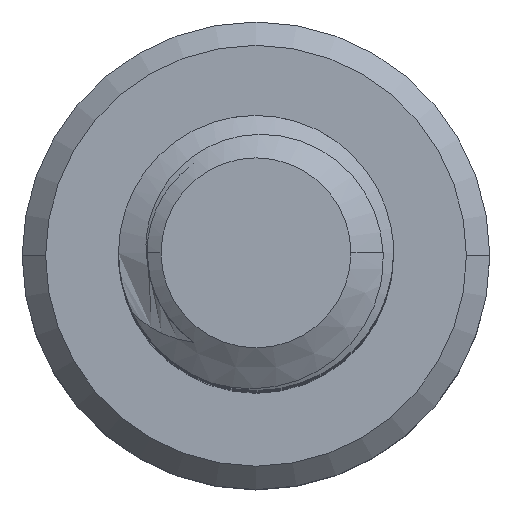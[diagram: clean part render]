
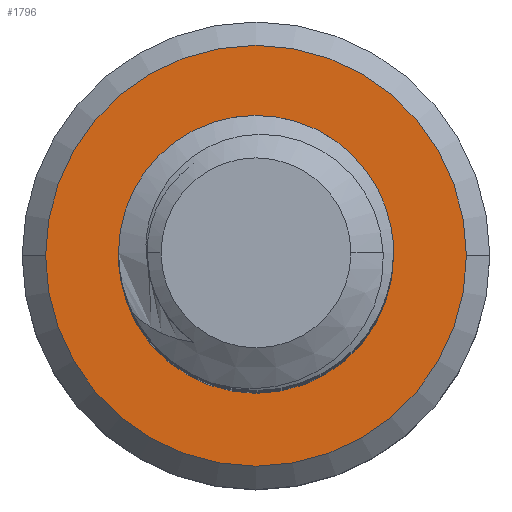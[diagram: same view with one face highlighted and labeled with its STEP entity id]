
A CAD part, top view. The second image highlights one B-rep face of the part: STEP entity #1796.
In plain terms, the highlighted planar face has unit normal (0, 0, 1).
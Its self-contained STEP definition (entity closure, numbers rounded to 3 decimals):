
#305 = DIRECTION ( 'NONE',  ( -1., 0., 0. ) ) ;
#376 = VERTEX_POINT ( 'NONE', #4476 ) ;
#658 = EDGE_CURVE ( 'NONE', #1582, #2246, #2259, .T. ) ;
#787 = DIRECTION ( 'NONE',  ( -1., 0., 0. ) ) ;
#1196 = VERTEX_POINT ( 'NONE', #5764 ) ;
#1265 = CARTESIAN_POINT ( 'NONE',  ( -3.825, 0., -30. ) ) ;
#1409 = AXIS2_PLACEMENT_3D ( 'NONE', #5187, #1452, #5763 ) ;
#1452 = DIRECTION ( 'NONE',  ( 0., 0., 1. ) ) ;
#1582 = VERTEX_POINT ( 'NONE', #2535 ) ;
#1796 = ADVANCED_FACE ( 'NONE', ( #5340, #6655 ), #3352, .F. ) ;
#2246 = VERTEX_POINT ( 'NONE', #1265 ) ;
#2259 = CIRCLE ( 'NONE', #2962, 3.825 ) ;
#2360 = AXIS2_PLACEMENT_3D ( 'NONE', #7198, #3723, #7771 ) ;
#2535 = CARTESIAN_POINT ( 'NONE',  ( 3.825, 0., -30. ) ) ;
#2962 = AXIS2_PLACEMENT_3D ( 'NONE', #6916, #7602, #305 ) ;
#3092 = EDGE_LOOP ( 'NONE', ( #3496, #3512 ) ) ;
#3352 = PLANE ( 'NONE',  #7243 ) ;
#3496 = ORIENTED_EDGE ( 'NONE', *, *, #4592, .T. ) ;
#3512 = ORIENTED_EDGE ( 'NONE', *, *, #658, .T. ) ;
#3562 = DIRECTION ( 'NONE',  ( 0., 0., 1. ) ) ;
#3723 = DIRECTION ( 'NONE',  ( 0., 0., 1. ) ) ;
#3978 = ORIENTED_EDGE ( 'NONE', *, *, #6231, .F. ) ;
#4260 = CIRCLE ( 'NONE', #5186, 2.5 ) ;
#4366 = CIRCLE ( 'NONE', #1409, 3.825 ) ;
#4476 = CARTESIAN_POINT ( 'NONE',  ( -2.5, 0., -30. ) ) ;
#4568 = DIRECTION ( 'NONE',  ( 0., 0., -1. ) ) ;
#4592 = EDGE_CURVE ( 'NONE', #2246, #1582, #4366, .T. ) ;
#4917 = EDGE_LOOP ( 'NONE', ( #3978, #5263 ) ) ;
#5186 = AXIS2_PLACEMENT_3D ( 'NONE', #7039, #3562, #7624 ) ;
#5187 = CARTESIAN_POINT ( 'NONE',  ( 0., 0., -30. ) ) ;
#5263 = ORIENTED_EDGE ( 'NONE', *, *, #7281, .F. ) ;
#5340 = FACE_OUTER_BOUND ( 'NONE', #3092, .T. ) ;
#5763 = DIRECTION ( 'NONE',  ( -1., 0., 0. ) ) ;
#5764 = CARTESIAN_POINT ( 'NONE',  ( 2.5, 0., -30. ) ) ;
#6231 = EDGE_CURVE ( 'NONE', #1196, #376, #4260, .T. ) ;
#6652 = CIRCLE ( 'NONE', #2360, 2.5 ) ;
#6655 = FACE_BOUND ( 'NONE', #4917, .T. ) ;
#6916 = CARTESIAN_POINT ( 'NONE',  ( 0., 0., -30. ) ) ;
#7039 = CARTESIAN_POINT ( 'NONE',  ( 0., 0., -30. ) ) ;
#7198 = CARTESIAN_POINT ( 'NONE',  ( 0., 0., -30. ) ) ;
#7243 = AXIS2_PLACEMENT_3D ( 'NONE', #7427, #4568, #787 ) ;
#7281 = EDGE_CURVE ( 'NONE', #376, #1196, #6652, .T. ) ;
#7427 = CARTESIAN_POINT ( 'NONE',  ( 0., 0., -30. ) ) ;
#7602 = DIRECTION ( 'NONE',  ( 0., 0., 1. ) ) ;
#7624 = DIRECTION ( 'NONE',  ( 1., 0., 0. ) ) ;
#7771 = DIRECTION ( 'NONE',  ( 1., 0., 0. ) ) ;
